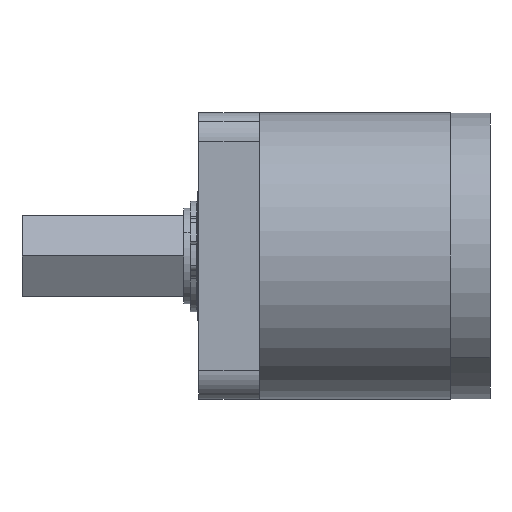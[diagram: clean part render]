
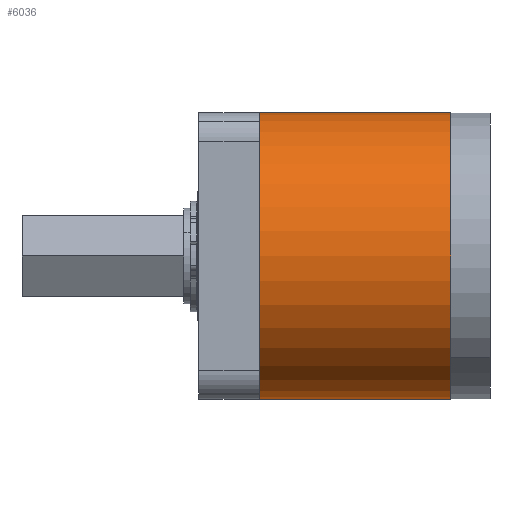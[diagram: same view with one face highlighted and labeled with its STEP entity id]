
A CAD part, left-side view. The second image highlights one B-rep face of the part: STEP entity #6036.
In plain terms, the highlighted cylindrical face has radius 22.5 mm (diameter 45 mm), a partial arc.
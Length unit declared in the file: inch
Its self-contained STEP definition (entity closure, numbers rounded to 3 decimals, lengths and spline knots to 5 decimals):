
#21 = CARTESIAN_POINT ( 'NONE',  ( 0., 1.1811, 0. ) ) ;
#139 = EDGE_CURVE ( 'NONE', #12707, #19144, #19933, .T. ) ;
#381 = CARTESIAN_POINT ( 'NONE',  ( 0., 0., -0.88583 ) ) ;
#1077 = CIRCLE ( 'NONE', #7387, 0.88583 ) ;
#2178 = DIRECTION ( 'NONE',  ( 0., -1., 0. ) ) ;
#3139 = FACE_OUTER_BOUND ( 'NONE', #6309, .T. ) ;
#4238 = AXIS2_PLACEMENT_3D ( 'NONE', #21, #18447, #22404 ) ;
#5506 = CARTESIAN_POINT ( 'NONE',  ( 0., 1.1811, 0.88583 ) ) ;
#5636 = DIRECTION ( 'NONE',  ( 0., -1., 0. ) ) ;
#6036 = ADVANCED_FACE ( 'NONE', ( #3139 ), #8000, .T. ) ;
#6309 = EDGE_LOOP ( 'NONE', ( #16909, #7632, #17322, #10654 ) ) ;
#7258 = CARTESIAN_POINT ( 'NONE',  ( 0., 1.1811, 0. ) ) ;
#7387 = AXIS2_PLACEMENT_3D ( 'NONE', #7258, #21451, #9371 ) ;
#7632 = ORIENTED_EDGE ( 'NONE', *, *, #15088, .F. ) ;
#7961 = DIRECTION ( 'NONE',  ( 0., 1., 0. ) ) ;
#8000 = CYLINDRICAL_SURFACE ( 'NONE', #4238, 0.88583 ) ;
#8857 = CIRCLE ( 'NONE', #14723, 0.88583 ) ;
#8966 = EDGE_CURVE ( 'NONE', #15258, #25681, #19633, .T. ) ;
#9371 = DIRECTION ( 'NONE',  ( 0., 0., 1. ) ) ;
#9819 = CARTESIAN_POINT ( 'NONE',  ( 0., 1.1811, -0.88583 ) ) ;
#10654 = ORIENTED_EDGE ( 'NONE', *, *, #15774, .T. ) ;
#12707 = VERTEX_POINT ( 'NONE', #16654 ) ;
#13341 = VECTOR ( 'NONE', #5636, 39.37008 ) ;
#14723 = AXIS2_PLACEMENT_3D ( 'NONE', #20145, #7961, #22112 ) ;
#15088 = EDGE_CURVE ( 'NONE', #15258, #12707, #1077, .T. ) ;
#15258 = VERTEX_POINT ( 'NONE', #9819 ) ;
#15493 = CARTESIAN_POINT ( 'NONE',  ( 0., 0., 0.88583 ) ) ;
#15774 = EDGE_CURVE ( 'NONE', #25681, #19144, #8857, .T. ) ;
#16522 = CARTESIAN_POINT ( 'NONE',  ( 0., 1.1811, -0.88583 ) ) ;
#16654 = CARTESIAN_POINT ( 'NONE',  ( 0., 1.1811, 0.88583 ) ) ;
#16909 = ORIENTED_EDGE ( 'NONE', *, *, #139, .F. ) ;
#17322 = ORIENTED_EDGE ( 'NONE', *, *, #8966, .T. ) ;
#18447 = DIRECTION ( 'NONE',  ( 0., -1., 0. ) ) ;
#19144 = VERTEX_POINT ( 'NONE', #15493 ) ;
#19633 = LINE ( 'NONE', #16522, #24896 ) ;
#19933 = LINE ( 'NONE', #5506, #13341 ) ;
#20145 = CARTESIAN_POINT ( 'NONE',  ( 0., 0., 0. ) ) ;
#21451 = DIRECTION ( 'NONE',  ( 0., 1., 0. ) ) ;
#22112 = DIRECTION ( 'NONE',  ( 0., 0., 1. ) ) ;
#22404 = DIRECTION ( 'NONE',  ( 0., 0., -1. ) ) ;
#24896 = VECTOR ( 'NONE', #2178, 39.37008 ) ;
#25681 = VERTEX_POINT ( 'NONE', #381 ) ;
